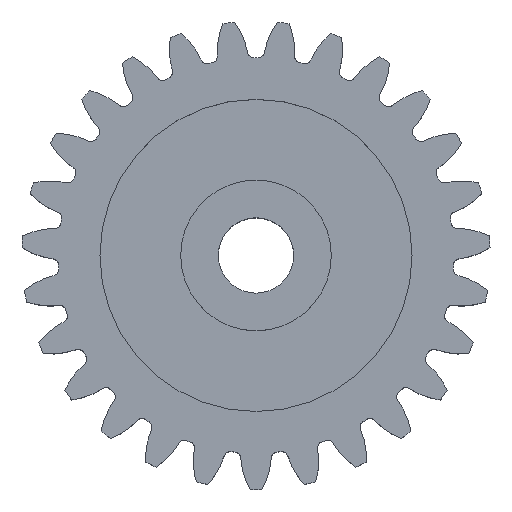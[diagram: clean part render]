
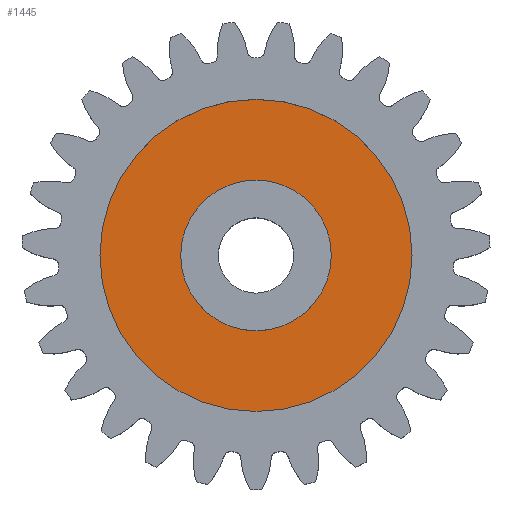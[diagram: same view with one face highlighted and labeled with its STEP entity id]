
A CAD part, top view. The second image highlights one B-rep face of the part: STEP entity #1445.
In plain terms, the highlighted planar face has unit normal (0, 0, 1).
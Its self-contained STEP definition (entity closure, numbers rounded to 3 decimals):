
#144 = VERTEX_POINT ( 'NONE', #2828 ) ;
#146 = EDGE_CURVE ( 'NONE', #147, #165, #2825, .T. ) ;
#147 = VERTEX_POINT ( 'NONE', #2872 ) ;
#165 = VERTEX_POINT ( 'NONE', #2853 ) ;
#1002 = EDGE_CURVE ( 'NONE', #144, #1997, #4159, .T. ) ;
#1441 = EDGE_CURVE ( 'NONE', #1997, #144, #4802, .T. ) ;
#1444 = EDGE_LOOP ( 'NONE', ( #1448, #1729 ) ) ;
#1445 = ADVANCED_FACE ( 'NONE', ( #4633, #4808 ), #4798, .F. ) ;
#1446 = ORIENTED_EDGE ( 'NONE', *, *, #146, .T. ) ;
#1448 = ORIENTED_EDGE ( 'NONE', *, *, #1441, .F. ) ;
#1461 = ORIENTED_EDGE ( 'NONE', *, *, #1464, .T. ) ;
#1464 = EDGE_CURVE ( 'NONE', #165, #147, #4797, .T. ) ;
#1717 = EDGE_LOOP ( 'NONE', ( #1446, #1461 ) ) ;
#1729 = ORIENTED_EDGE ( 'NONE', *, *, #1002, .F. ) ;
#1997 = VERTEX_POINT ( 'NONE', #5758 ) ;
#2825 = CIRCLE ( 'NONE', #2914, 14. ) ;
#2828 = CARTESIAN_POINT ( 'NONE',  ( 29., 0., 13.5 ) ) ;
#2853 = CARTESIAN_POINT ( 'NONE',  ( 14., 0., 13.5 ) ) ;
#2868 = DIRECTION ( 'NONE',  ( -1., 0., 0. ) ) ;
#2869 = DIRECTION ( 'NONE',  ( 0., 0., -1. ) ) ;
#2870 = CARTESIAN_POINT ( 'NONE',  ( 0., 0., 13.5 ) ) ;
#2872 = CARTESIAN_POINT ( 'NONE',  ( -14., 0., 13.5 ) ) ;
#2914 = AXIS2_PLACEMENT_3D ( 'NONE', #2870, #2869, #2868 ) ;
#4159 = CIRCLE ( 'NONE', #4200, 29. ) ;
#4186 = DIRECTION ( 'NONE',  ( -1., 0., 0. ) ) ;
#4187 = DIRECTION ( 'NONE',  ( 0., 0., -1. ) ) ;
#4188 = CARTESIAN_POINT ( 'NONE',  ( 0., 0., 13.5 ) ) ;
#4200 = AXIS2_PLACEMENT_3D ( 'NONE', #4188, #4187, #4186 ) ;
#4633 = FACE_BOUND ( 'NONE', #1717, .T. ) ;
#4752 = CARTESIAN_POINT ( 'NONE',  ( 0., 0., 13.5 ) ) ;
#4785 = DIRECTION ( 'NONE',  ( -1., 0., 0. ) ) ;
#4786 = DIRECTION ( 'NONE',  ( 0., 0., -1. ) ) ;
#4787 = CARTESIAN_POINT ( 'NONE',  ( 0., 0., 13.5 ) ) ;
#4792 = DIRECTION ( 'NONE',  ( -1., 0., 0. ) ) ;
#4793 = DIRECTION ( 'NONE',  ( 0., 0., -1. ) ) ;
#4797 = CIRCLE ( 'NONE', #4838, 14. ) ;
#4798 = PLANE ( 'NONE',  #4806 ) ;
#4801 = AXIS2_PLACEMENT_3D ( 'NONE', #4752, #4793, #4792 ) ;
#4802 = CIRCLE ( 'NONE', #4801, 29. ) ;
#4806 = AXIS2_PLACEMENT_3D ( 'NONE', #4787, #4786, #4785 ) ;
#4808 = FACE_OUTER_BOUND ( 'NONE', #1444, .T. ) ;
#4835 = DIRECTION ( 'NONE',  ( -1., 0., 0. ) ) ;
#4836 = DIRECTION ( 'NONE',  ( 0., 0., -1. ) ) ;
#4837 = CARTESIAN_POINT ( 'NONE',  ( 0., 0., 13.5 ) ) ;
#4838 = AXIS2_PLACEMENT_3D ( 'NONE', #4837, #4836, #4835 ) ;
#5758 = CARTESIAN_POINT ( 'NONE',  ( -29., 0., 13.5 ) ) ;
